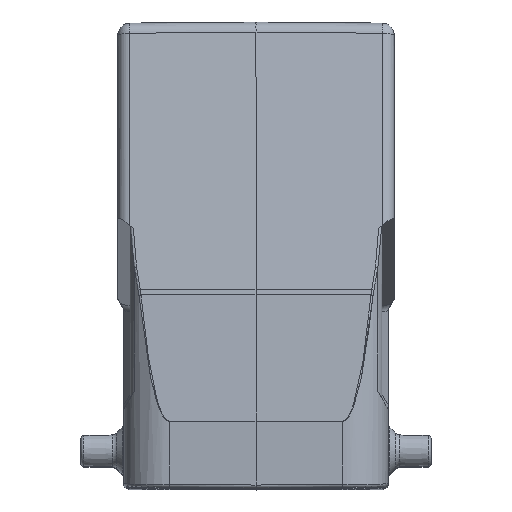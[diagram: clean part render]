
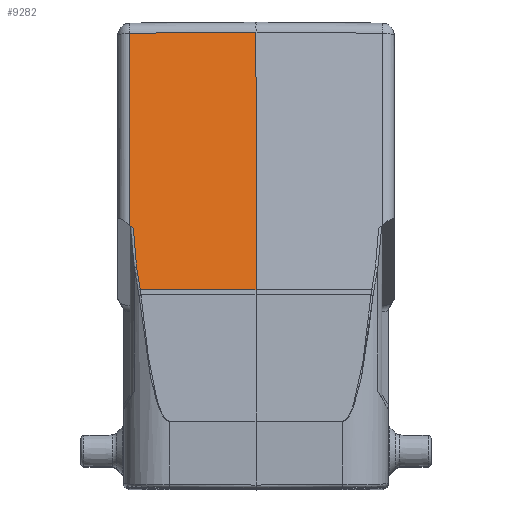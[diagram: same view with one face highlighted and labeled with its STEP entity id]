
A CAD part, top view. The second image highlights one B-rep face of the part: STEP entity #9282.
In plain terms, the highlighted planar face has unit normal (-0.009, 0.174, 0.985).
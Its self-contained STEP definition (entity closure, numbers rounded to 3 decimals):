
#37=DIRECTION('',(0.,-0.985,0.174));
#38=VECTOR('',#37,31.771);
#39=CARTESIAN_POINT('',(-20.517,19.584,50.546));
#40=LINE('',#39,#38);
#66=CARTESIAN_POINT('',(-20.517,-11.704,56.062));
#68=CARTESIAN_POINT('',(-19.449,-18.497,57.27));
#69=CARTESIAN_POINT('',(-19.749,-16.402,56.898));
#70=CARTESIAN_POINT('',(-19.895,-14.285,56.523));
#71=CARTESIAN_POINT('',(-19.963,-12.168,56.149));
#73=DIRECTION('',(-0.762,0.637,-0.119));
#74=VECTOR('',#73,0.727);
#75=CARTESIAN_POINT('',(-19.963,-12.168,56.149));
#76=LINE('',#75,#74);
#77=DIRECTION('',(1.,0.009,0.007));
#78=VECTOR('',#77,20.519);
#79=CARTESIAN_POINT('',(-20.517,19.584,50.546));
#80=LINE('',#79,#78);
#81=CARTESIAN_POINT('',(-18.848,-22.177,57.924));
#82=CARTESIAN_POINT('',(-19.075,-20.955,57.706));
#83=CARTESIAN_POINT('',(-19.272,-19.727,57.488));
#84=CARTESIAN_POINT('',(-19.449,-18.497,57.27));
#117=DIRECTION('',(1.,0.001,0.009));
#118=VECTOR('',#117,18.848);
#119=CARTESIAN_POINT('',(-18.848,-22.177,57.924));
#120=LINE('',#119,#118);
#161=DIRECTION('',(0.,0.985,-0.174));
#162=VECTOR('',#161,42.562);
#163=CARTESIAN_POINT('',(0.,-22.153,
58.087));
#164=LINE('',#163,#162);
#7765=VERTEX_POINT('',#66);
#7766=CARTESIAN_POINT('',(-20.517,19.584,50.546));
#7767=VERTEX_POINT('',#7766);
#7768=CARTESIAN_POINT('',(-19.963,-12.168,
56.149));
#7769=VERTEX_POINT('',#7768);
#7776=VERTEX_POINT('',#68);
#7777=CARTESIAN_POINT('',(0.,19.763,
50.696));
#7778=VERTEX_POINT('',#7777);
#7779=CARTESIAN_POINT('',(0.,-22.153,
58.087));
#7780=VERTEX_POINT('',#7779);
#7781=CARTESIAN_POINT('',(-18.848,-22.177,
57.924));
#7782=VERTEX_POINT('',#7781);
#9263=CARTESIAN_POINT('',(0.,21.415,50.404));
#9264=DIRECTION('',(-0.009,0.174,0.985));
#9265=DIRECTION('',(0.,-0.985,0.174));
#9266=AXIS2_PLACEMENT_3D('',#9263,#9264,#9265);
#9267=PLANE('',#9266);
#9269=ORIENTED_EDGE('',*,*,#9268,.T.);
#9270=ORIENTED_EDGE('',*,*,#9246,.T.);
#9271=ORIENTED_EDGE('',*,*,#9236,.F.);
#9273=ORIENTED_EDGE('',*,*,#9272,.T.);
#9275=ORIENTED_EDGE('',*,*,#9274,.F.);
#9277=ORIENTED_EDGE('',*,*,#9276,.F.);
#9279=ORIENTED_EDGE('',*,*,#9278,.T.);
#9280=EDGE_LOOP('',(#9269,#9270,#9271,#9273,#9275,#9277,#9279));
#9281=FACE_OUTER_BOUND('',#9280,.F.);
#9282=ADVANCED_FACE('',(#9281),#9267,.T.);
#72=B_SPLINE_CURVE_WITH_KNOTS('',3,(#68,#69,#70,#71),.UNSPECIFIED.,.F.,.F.,(4,
4),(0.,1.),.UNSPECIFIED.);
#85=B_SPLINE_CURVE_WITH_KNOTS('',3,(#81,#82,#83,#84),.UNSPECIFIED.,.F.,.F.,(4,
4),(0.,1.),.UNSPECIFIED.);
#9236=EDGE_CURVE('',#7767,#7765,#40,.T.);
#9246=EDGE_CURVE('',#7769,#7765,#76,.T.);
#9268=EDGE_CURVE('',#7776,#7769,#72,.T.);
#9272=EDGE_CURVE('',#7767,#7778,#80,.T.);
#9274=EDGE_CURVE('',#7780,#7778,#164,.T.);
#9276=EDGE_CURVE('',#7782,#7780,#120,.T.);
#9278=EDGE_CURVE('',#7782,#7776,#85,.T.);
